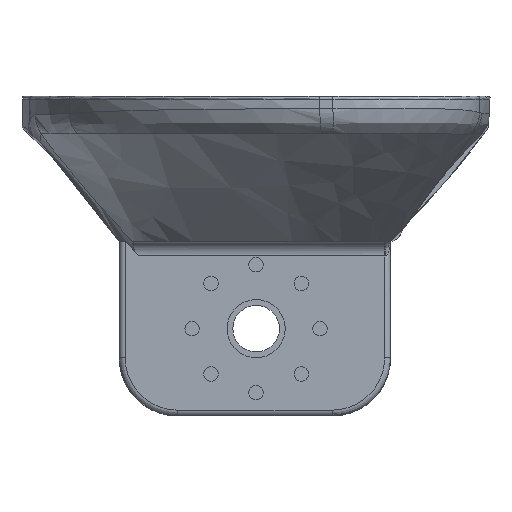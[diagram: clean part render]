
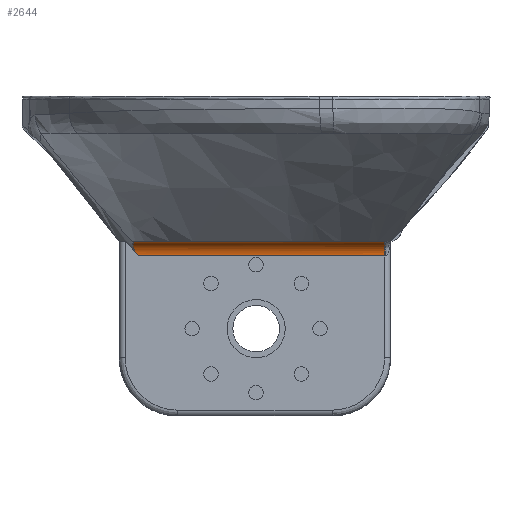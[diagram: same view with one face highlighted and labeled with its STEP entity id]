
A CAD part, left-side view. The second image highlights one B-rep face of the part: STEP entity #2644.
In plain terms, the highlighted cylindrical face has radius 2.5 mm (diameter 5 mm), a partial arc.
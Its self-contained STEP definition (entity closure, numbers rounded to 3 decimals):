
#208 = CARTESIAN_POINT ( 'NONE',  ( -45.205, 20.612, -24.574 ) ) ;
#911 = ORIENTED_EDGE ( 'NONE', *, *, #3591, .F. ) ;
#1583 = CARTESIAN_POINT ( 'NONE',  ( -46.81, 21.121, -22.656 ) ) ;
#1726 = ORIENTED_EDGE ( 'NONE', *, *, #11684, .F. ) ;
#2369 = B_SPLINE_CURVE_WITH_KNOTS ( 'NONE', 3,
 ( #4726, #8610, #14311, #3410, #4790, #6110 ),
 .UNSPECIFIED., .F., .F.,
 ( 4, 2, 4 ),
 ( 0., 0., 0.001 ),
 .UNSPECIFIED. ) ;
#2398 = ORIENTED_EDGE ( 'NONE', *, *, #13769, .F. ) ;
#2644 = ADVANCED_FACE ( 'NONE', ( #10693 ), #3938, .F. ) ;
#2862 = CIRCLE ( 'NONE', #17716, 2.5 ) ;
#2899 = CARTESIAN_POINT ( 'NONE',  ( -45.329, 20.887, -24.116 ) ) ;
#3410 = CARTESIAN_POINT ( 'NONE',  ( -47.398, 20.927, -22.512 ) ) ;
#3462 = CARTESIAN_POINT ( 'NONE',  ( -45.18, 20.273, -25. ) ) ;
#3591 = EDGE_CURVE ( 'NONE', #8005, #17297, #2369, .T. ) ;
#3938 = CYLINDRICAL_SURFACE ( 'NONE', #16919, 2.5 ) ;
#4067 = LINE ( 'NONE', #5303, #16057 ) ;
#4222 = CARTESIAN_POINT ( 'NONE',  ( -45.72, 21.137, -23.442 ) ) ;
#4237 = EDGE_LOOP ( 'NONE', ( #2398, #1726, #15529, #9872, #911 ) ) ;
#4339 = CARTESIAN_POINT ( 'NONE',  ( -45.18, -22.098, -25. ) ) ;
#4726 = CARTESIAN_POINT ( 'NONE',  ( -46.81, 21.121, -22.656 ) ) ;
#4777 = DIRECTION ( 'NONE',  ( 0., 1., 0. ) ) ;
#4790 = CARTESIAN_POINT ( 'NONE',  ( -47.542, 20.853, -22.5 ) ) ;
#5303 = CARTESIAN_POINT ( 'NONE',  ( -47.68, -1.129, -22.5 ) ) ;
#5379 = CARTESIAN_POINT ( 'NONE',  ( -45.18, 20.273, -25. ) ) ;
#5488 = DIRECTION ( 'NONE',  ( 0., 1., 0. ) ) ;
#5661 = CARTESIAN_POINT ( 'NONE',  ( -46.316, 21.198, -22.887 ) ) ;
#6110 = CARTESIAN_POINT ( 'NONE',  ( -47.68, 20.769, -22.5 ) ) ;
#6340 = CARTESIAN_POINT ( 'NONE',  ( -46.81, 21.121, -22.656 ) ) ;
#6381 = VERTEX_POINT ( 'NONE', #3462 ) ;
#6702 = DIRECTION ( 'NONE',  ( 0., -1., 0. ) ) ;
#6995 = CARTESIAN_POINT ( 'NONE',  ( -47.68, -22.098, -25. ) ) ;
#7779 = CARTESIAN_POINT ( 'NONE',  ( -47.68, 20., -25. ) ) ;
#7788 = LINE ( 'NONE', #13373, #14195 ) ;
#8005 = VERTEX_POINT ( 'NONE', #6340 ) ;
#8233 = VERTEX_POINT ( 'NONE', #4339 ) ;
#8354 = CARTESIAN_POINT ( 'NONE',  ( -45.18, 20.452, -24.792 ) ) ;
#8610 = CARTESIAN_POINT ( 'NONE',  ( -46.959, 21.092, -22.601 ) ) ;
#9297 = EDGE_CURVE ( 'NONE', #13083, #8233, #2862, .T. ) ;
#9624 = CARTESIAN_POINT ( 'NONE',  ( -45.427, 20.996, -23.883 ) ) ;
#9872 = ORIENTED_EDGE ( 'NONE', *, *, #17752, .F. ) ;
#9984 = CARTESIAN_POINT ( 'NONE',  ( -47.68, 20.769, -22.5 ) ) ;
#10693 = FACE_OUTER_BOUND ( 'NONE', #4237, .T. ) ;
#10778 = B_SPLINE_CURVE_WITH_KNOTS ( 'NONE', 3,
 ( #5379, #8354, #208, #2899, #9624, #15064, #4222, #10979, #12421, #5661, #16502, #1583 ),
 .UNSPECIFIED., .F., .F.,
 ( 4, 2, 2, 2, 2, 4 ),
 ( 0., 0.001, 0.002, 0.002, 0.002, 0.003 ),
 .UNSPECIFIED. ) ;
#10979 = CARTESIAN_POINT ( 'NONE',  ( -45.898, 21.177, -23.241 ) ) ;
#11684 = EDGE_CURVE ( 'NONE', #8233, #6381, #7788, .T. ) ;
#12366 = DIRECTION ( 'NONE',  ( 0., 0., 1. ) ) ;
#12421 = CARTESIAN_POINT ( 'NONE',  ( -45.998, 21.188, -23.145 ) ) ;
#13083 = VERTEX_POINT ( 'NONE', #16718 ) ;
#13373 = CARTESIAN_POINT ( 'NONE',  ( -45.18, 20., -25. ) ) ;
#13769 = EDGE_CURVE ( 'NONE', #6381, #8005, #10778, .T. ) ;
#14195 = VECTOR ( 'NONE', #14810, 1000. ) ;
#14311 = CARTESIAN_POINT ( 'NONE',  ( -47.106, 21.046, -22.562 ) ) ;
#14810 = DIRECTION ( 'NONE',  ( 0., 1., 0. ) ) ;
#15064 = CARTESIAN_POINT ( 'NONE',  ( -45.64, 21.109, -23.548 ) ) ;
#15529 = ORIENTED_EDGE ( 'NONE', *, *, #9297, .F. ) ;
#16057 = VECTOR ( 'NONE', #6702, 1000. ) ;
#16502 = CARTESIAN_POINT ( 'NONE',  ( -46.556, 21.172, -22.75 ) ) ;
#16718 = CARTESIAN_POINT ( 'NONE',  ( -47.68, -22.098, -22.5 ) ) ;
#16919 = AXIS2_PLACEMENT_3D ( 'NONE', #7779, #4777, #17116 ) ;
#17116 = DIRECTION ( 'NONE',  ( 0., 0., 1. ) ) ;
#17297 = VERTEX_POINT ( 'NONE', #9984 ) ;
#17716 = AXIS2_PLACEMENT_3D ( 'NONE', #6995, #5488, #12366 ) ;
#17752 = EDGE_CURVE ( 'NONE', #17297, #13083, #4067, .T. ) ;
